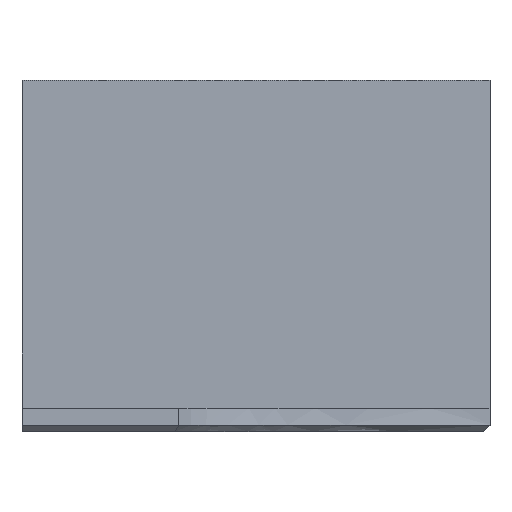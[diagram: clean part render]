
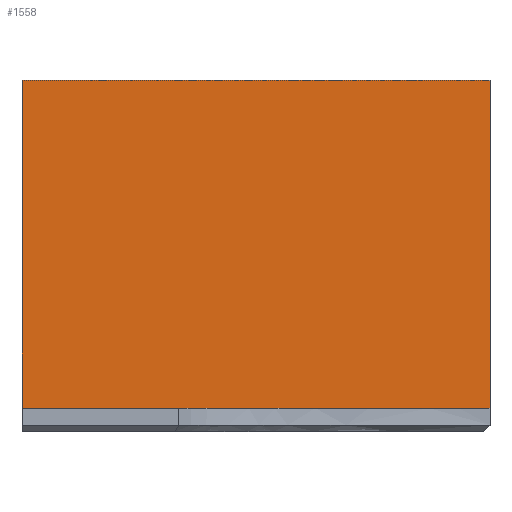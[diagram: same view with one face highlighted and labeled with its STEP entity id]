
A CAD part, front view. The second image highlights one B-rep face of the part: STEP entity #1558.
In plain terms, the highlighted planar face has unit normal (0, -1, 0).
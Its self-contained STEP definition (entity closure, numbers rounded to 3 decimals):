
#83=PLANE('',#1689);
#129=LINE('',#2399,#241);
#137=LINE('',#2414,#249);
#158=LINE('',#2845,#270);
#167=LINE('',#2923,#279);
#168=LINE('',#2925,#280);
#241=VECTOR('',#1820,10.);
#249=VECTOR('',#1830,10.);
#270=VECTOR('',#1919,10.);
#279=VECTOR('',#1956,10.);
#280=VECTOR('',#1959,10.);
#444=FACE_OUTER_BOUND('',#542,.T.);
#542=EDGE_LOOP('',(#1268,#1269,#1270,#1271,#1272));
#690=VERTEX_POINT('',#2396);
#691=VERTEX_POINT('',#2398);
#697=VERTEX_POINT('',#2412);
#731=VERTEX_POINT('',#2843);
#732=VERTEX_POINT('',#2844);
#850=EDGE_CURVE('',#691,#690,#129,.T.);
#858=EDGE_CURVE('',#690,#697,#137,.T.);
#912=EDGE_CURVE('',#731,#732,#158,.T.);
#926=EDGE_CURVE('',#697,#731,#167,.T.);
#927=EDGE_CURVE('',#732,#691,#168,.T.);
#1268=ORIENTED_EDGE('',*,*,#926,.T.);
#1269=ORIENTED_EDGE('',*,*,#912,.T.);
#1270=ORIENTED_EDGE('',*,*,#927,.T.);
#1271=ORIENTED_EDGE('',*,*,#850,.T.);
#1272=ORIENTED_EDGE('',*,*,#858,.T.);
#1558=ADVANCED_FACE('',(#444),#83,.T.);
#1689=AXIS2_PLACEMENT_3D('',#2924,#1957,#1958);
#1820=DIRECTION('',(-1.,0.,0.));
#1830=DIRECTION('',(0.,0.,-1.));
#1919=DIRECTION('',(1.,0.,0.));
#1956=DIRECTION('',(1.,0.,0.));
#1957=DIRECTION('center_axis',(0.,-1.,0.));
#1958=DIRECTION('ref_axis',(1.,0.,0.));
#1959=DIRECTION('',(0.,0.,1.));
#2396=CARTESIAN_POINT('',(0.,-60.19,-10.18));
#2398=CARTESIAN_POINT('',(60.,-60.19,-10.18));
#2399=CARTESIAN_POINT('',(60.,-60.19,-10.18));
#2412=CARTESIAN_POINT('',(0.,-60.19,-52.18));
#2414=CARTESIAN_POINT('',(0.,-60.19,-10.18));
#2843=CARTESIAN_POINT('',(52.192,-60.19,-52.18));
#2844=CARTESIAN_POINT('',(60.,-60.19,-52.18));
#2845=CARTESIAN_POINT('',(45.,-60.19,-52.18));
#2923=CARTESIAN_POINT('',(45.,-60.19,-52.18));
#2924=CARTESIAN_POINT('Origin',(30.,-60.19,-32.68));
#2925=CARTESIAN_POINT('',(60.,-60.19,-55.18));
